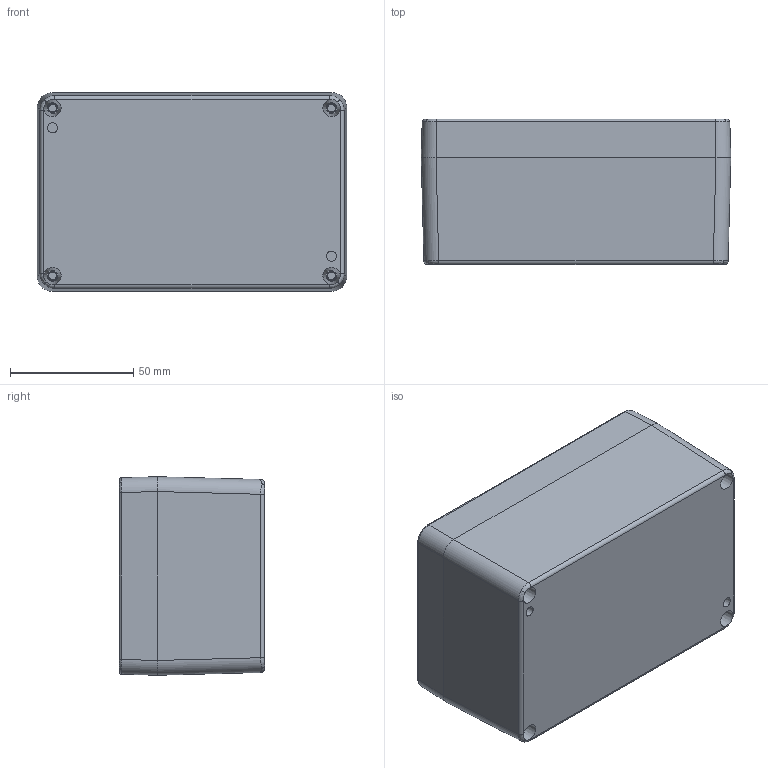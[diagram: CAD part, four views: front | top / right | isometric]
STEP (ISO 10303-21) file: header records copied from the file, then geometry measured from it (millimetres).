
FILE_DESCRIPTION (( 'STEP AP203' ), '1' );
FILE_NAME ('1590Z120GY.step', '2020-11-14T20:06:12', ( 'ADC123' ), ( 'Microsoft' ), 'SwSTEP 2.0', 'SolidWorks 2019', '' );
FILE_SCHEMA (( 'CONFIG_CONTROL_DESIGN' ));
Length unit declared in the file: inch
Products named in the file (1): 1590Z120GY
Bounding box: 125.4 x 58.8 x 80.4 mm (x, y, z)
Volume: 199252 mm3; surface area: 108868.7 mm2
Topology: 8 solids, 8 shells, 1377 faces, 3523 edges, 2252 vertices
Faces by surface type: bspline 624, plane 441, cylinder 172, cone 140
Full cylindrical faces by diameter (mm): 3.38 x4, 3.6 x4, 3.82 x4, 4.242 x4
Entity records: 67762 total; most frequent: CARTESIAN_POINT 39471, ORIENTED_EDGE 6874, DIRECTION 3960, EDGE_CURVE 3437, VERTEX_POINT 2236, EDGE_LOOP 1567, B_SPLINE_CURVE_WITH_KNOTS 1497, FACE_OUTER_BOUND 1397
